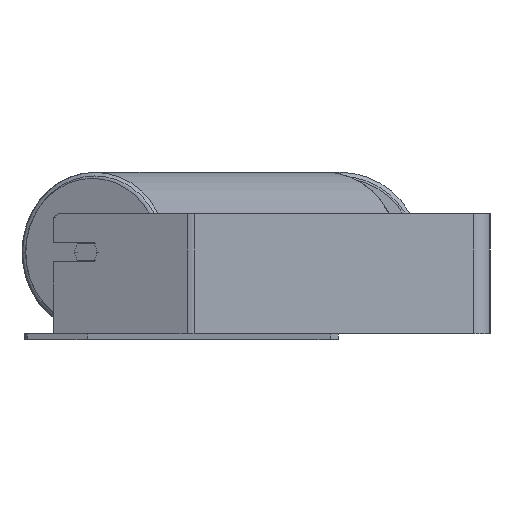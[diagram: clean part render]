
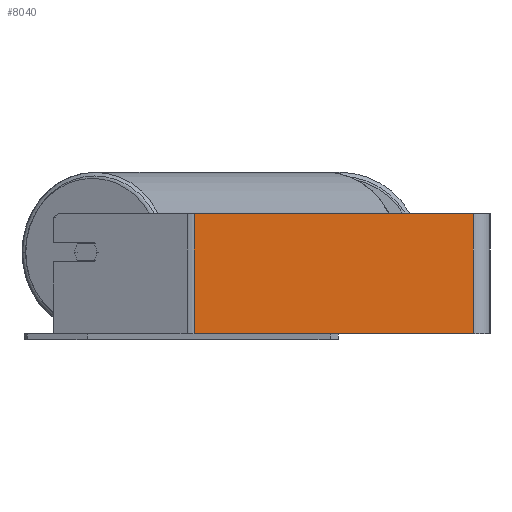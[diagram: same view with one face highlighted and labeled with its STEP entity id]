
A CAD part, left-side view. The second image highlights one B-rep face of the part: STEP entity #8040.
In plain terms, the highlighted planar face has unit normal (-1, 0, 0).
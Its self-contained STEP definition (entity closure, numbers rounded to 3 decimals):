
#27 = AXIS2_PLACEMENT_3D ( 'NONE', #5193, #7363, #891 ) ;
#269 = PLANE ( 'NONE',  #27 ) ;
#594 = DIRECTION ( 'NONE',  ( 0., -1., 0. ) ) ;
#695 = VERTEX_POINT ( 'NONE', #1591 ) ;
#891 = DIRECTION ( 'NONE',  ( 0., 0., -1. ) ) ;
#892 = DIRECTION ( 'NONE',  ( 0., -1., 0. ) ) ;
#976 = LINE ( 'NONE', #5913, #2198 ) ;
#1080 = CARTESIAN_POINT ( 'NONE',  ( -745., 246.563, 50. ) ) ;
#1313 = ORIENTED_EDGE ( 'NONE', *, *, #7695, .T. ) ;
#1567 = EDGE_LOOP ( 'NONE', ( #5196, #2699, #8491, #1313 ) ) ;
#1591 = CARTESIAN_POINT ( 'NONE',  ( -745., 14., -50. ) ) ;
#1807 = EDGE_CURVE ( 'NONE', #8512, #4024, #976, .T. ) ;
#1979 = DIRECTION ( 'NONE',  ( 0., 0., -1. ) ) ;
#2198 = VECTOR ( 'NONE', #892, 1000. ) ;
#2233 = VECTOR ( 'NONE', #8240, 1000. ) ;
#2563 = CARTESIAN_POINT ( 'NONE',  ( -745., 14., 50. ) ) ;
#2699 = ORIENTED_EDGE ( 'NONE', *, *, #3901, .F. ) ;
#3901 = EDGE_CURVE ( 'NONE', #4024, #695, #9069, .T. ) ;
#3944 = CARTESIAN_POINT ( 'NONE',  ( -745., 246.563, 50. ) ) ;
#4024 = VERTEX_POINT ( 'NONE', #8069 ) ;
#4390 = VECTOR ( 'NONE', #1979, 1000. ) ;
#4901 = CARTESIAN_POINT ( 'NONE',  ( -745., 249.667, -50. ) ) ;
#5193 = CARTESIAN_POINT ( 'NONE',  ( -745., 249.667, 50. ) ) ;
#5196 = ORIENTED_EDGE ( 'NONE', *, *, #7228, .T. ) ;
#5913 = CARTESIAN_POINT ( 'NONE',  ( -745., 249.667, 50. ) ) ;
#6748 = FACE_OUTER_BOUND ( 'NONE', #1567, .T. ) ;
#7228 = EDGE_CURVE ( 'NONE', #9067, #695, #7741, .T. ) ;
#7363 = DIRECTION ( 'NONE',  ( 1., 0., 0. ) ) ;
#7661 = LINE ( 'NONE', #1080, #4390 ) ;
#7695 = EDGE_CURVE ( 'NONE', #8512, #9067, #7661, .T. ) ;
#7741 = LINE ( 'NONE', #4901, #8162 ) ;
#8040 = ADVANCED_FACE ( 'NONE', ( #6748 ), #269, .F. ) ;
#8069 = CARTESIAN_POINT ( 'NONE',  ( -745., 14., 50. ) ) ;
#8162 = VECTOR ( 'NONE', #594, 1000. ) ;
#8240 = DIRECTION ( 'NONE',  ( 0., 0., -1. ) ) ;
#8491 = ORIENTED_EDGE ( 'NONE', *, *, #1807, .F. ) ;
#8512 = VERTEX_POINT ( 'NONE', #3944 ) ;
#8674 = CARTESIAN_POINT ( 'NONE',  ( -745., 246.563, -50. ) ) ;
#9067 = VERTEX_POINT ( 'NONE', #8674 ) ;
#9069 = LINE ( 'NONE', #2563, #2233 ) ;
